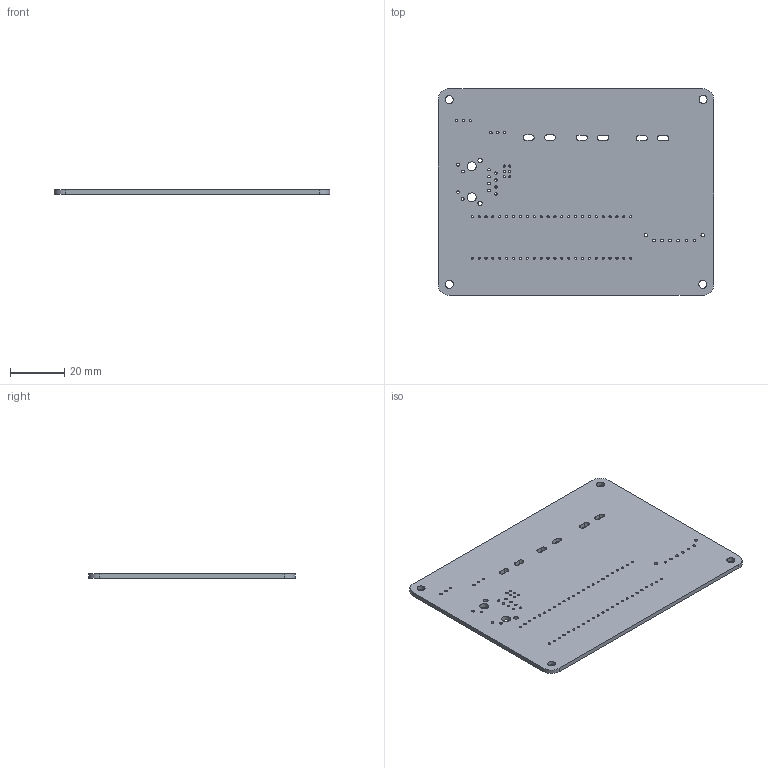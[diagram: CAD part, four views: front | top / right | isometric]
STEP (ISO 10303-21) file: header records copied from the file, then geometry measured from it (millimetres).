
FILE_DESCRIPTION(('KiCad electronic assembly'),'2;1');
FILE_NAME('SignalStack_Board.step','2023-01-21T15:43:51',('Pcbnew'),( 'Kicad'),'Open CASCADE STEP processor 7.6','KiCad to STEP converter' ,'Unknown');
FILE_SCHEMA(('AUTOMOTIVE_DESIGN { 1 0 10303 214 1 1 1 1 }'));
Length unit declared in the file: millimetre
Products named in the file (2): SignalStack_Board 1; SignalStack_Board PCB
Assembly tree (1 placements, depth 2):
  SignalStack_Board 1
    SignalStack_Board PCB
Bounding box: 101.62 x 76.2 x 1.6 mm (x, y, z)
Volume: 12143 mm3; surface area: 16288.3 mm2
Topology: 1 solids, 1 shells, 122 faces, 360 edges, 240 vertices
Faces by surface type: cylinder 104, plane 18
Full cylindrical faces by diameter (mm): 0.8 x54, 0.85 x3, 0.889 x3, 0.9 x8, 1.02 x10, 1.27 x2, 1.6 x2, 2.946 x4, 3.25 x2
Entity records: 9295 total; most frequent: DIRECTION 1536, CARTESIAN_POINT 1444, ORIENTED_EDGE 720, PCURVE 720, DEFINITIONAL_REPRESENTATION 720, LINE 664, VECTOR 664, CIRCLE 416
